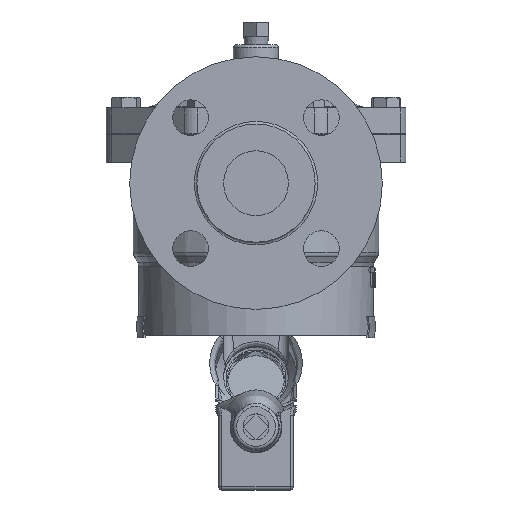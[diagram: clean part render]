
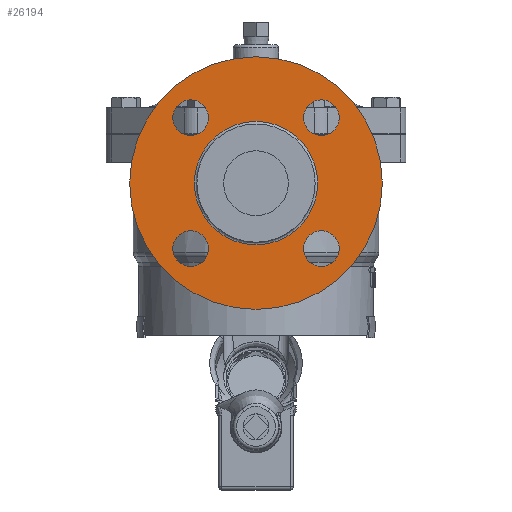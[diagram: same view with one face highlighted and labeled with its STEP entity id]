
A CAD part, left-side view. The second image highlights one B-rep face of the part: STEP entity #26194.
In plain terms, the highlighted planar face has unit normal (-1, 0, 0).
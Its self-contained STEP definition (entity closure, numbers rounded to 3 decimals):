
#25735=CARTESIAN_POINT('',(-135.4,29.411,-70.411));
#25736=VERTEX_POINT('',#25735);
#25737=CARTESIAN_POINT('',(-135.4,40.411,-70.411));
#25738=DIRECTION('',(1.0,0.0,0.0));
#25739=DIRECTION('',(0.0,1.0,0.0));
#25740=AXIS2_PLACEMENT_3D('',#25737,#25738,#25739);
#25741=CIRCLE('',#25740,11.0);
#25742=EDGE_CURVE('',#25736,#25736,#25741,.T.);
#25784=CARTESIAN_POINT('',(-135.4,-40.411,-59.411));
#25785=VERTEX_POINT('',#25784);
#25786=CARTESIAN_POINT('',(-135.4,-40.411,-70.411));
#25787=DIRECTION('',(1.0,0.0,0.0));
#25788=DIRECTION('',(0.0,0.0,-1.0));
#25789=AXIS2_PLACEMENT_3D('',#25786,#25787,#25788);
#25790=CIRCLE('',#25789,11.0);
#25791=EDGE_CURVE('',#25785,#25785,#25790,.T.);
#25833=CARTESIAN_POINT('',(-135.4,-29.411,10.411));
#25834=VERTEX_POINT('',#25833);
#25835=CARTESIAN_POINT('',(-135.4,-40.411,10.411));
#25836=DIRECTION('',(1.0,0.0,0.0));
#25837=DIRECTION('',(0.0,-1.0,0.0));
#25838=AXIS2_PLACEMENT_3D('',#25835,#25836,#25837);
#25839=CIRCLE('',#25838,11.0);
#25840=EDGE_CURVE('',#25834,#25834,#25839,.T.);
#25893=CARTESIAN_POINT('',(-135.4,40.411,-0.589));
#25894=VERTEX_POINT('',#25893);
#25895=CARTESIAN_POINT('',(-135.4,40.411,10.411));
#25896=DIRECTION('',(1.0,0.0,0.0));
#25897=DIRECTION('',(0.0,0.0,1.0));
#25898=AXIS2_PLACEMENT_3D('',#25895,#25896,#25897);
#25899=CIRCLE('',#25898,11.0);
#25900=EDGE_CURVE('',#25894,#25894,#25899,.T.);
#25992=CARTESIAN_POINT('',(-135.4,0.,48.));
#25993=VERTEX_POINT('',#25992);
#25994=CARTESIAN_POINT('',(-135.4,0.0,-30.));
#25995=DIRECTION('',(1.0,0.0,0.0));
#25996=DIRECTION('',(0.0,0.0,-1.0));
#25997=AXIS2_PLACEMENT_3D('',#25994,#25995,#25996);
#25998=CIRCLE('',#25997,78.0);
#25999=EDGE_CURVE('',#25993,#25993,#25998,.T.);
#26148=CARTESIAN_POINT('',(-135.4,0.,8.1));
#26149=VERTEX_POINT('',#26148);
#26150=CARTESIAN_POINT('',(-135.4,0.0,-30.));
#26151=DIRECTION('',(-1.0,0.0,0.0));
#26152=DIRECTION('',(0.0,0.0,-1.0));
#26153=AXIS2_PLACEMENT_3D('',#26150,#26151,#26152);
#26154=CIRCLE('',#26153,38.1);
#26155=EDGE_CURVE('',#26149,#26149,#26154,.T.);
#26171=CARTESIAN_POINT('',(-135.4,0.0,-30.));
#26172=DIRECTION('',(1.0,0.0,0.0));
#26173=DIRECTION('',(0.0,0.0,-1.0));
#26174=AXIS2_PLACEMENT_3D('',#26171,#26172,#26173);
#26175=PLANE('',#26174);
#26176=ORIENTED_EDGE('',*,*,#25999,.F.);
#26177=EDGE_LOOP('',(#26176));
#26178=FACE_OUTER_BOUND('',#26177,.T.);
#26179=ORIENTED_EDGE('',*,*,#25742,.T.);
#26180=EDGE_LOOP('',(#26179));
#26181=FACE_BOUND('',#26180,.T.);
#26182=ORIENTED_EDGE('',*,*,#25791,.T.);
#26183=EDGE_LOOP('',(#26182));
#26184=FACE_BOUND('',#26183,.T.);
#26185=ORIENTED_EDGE('',*,*,#25840,.T.);
#26186=EDGE_LOOP('',(#26185));
#26187=FACE_BOUND('',#26186,.T.);
#26188=ORIENTED_EDGE('',*,*,#25900,.T.);
#26189=EDGE_LOOP('',(#26188));
#26190=FACE_BOUND('',#26189,.T.);
#26191=ORIENTED_EDGE('',*,*,#26155,.F.);
#26192=EDGE_LOOP('',(#26191));
#26193=FACE_BOUND('',#26192,.T.);
#26194=ADVANCED_FACE('',(#26178,#26181,#26184,#26187,#26190,#26193),#26175,.F.);
